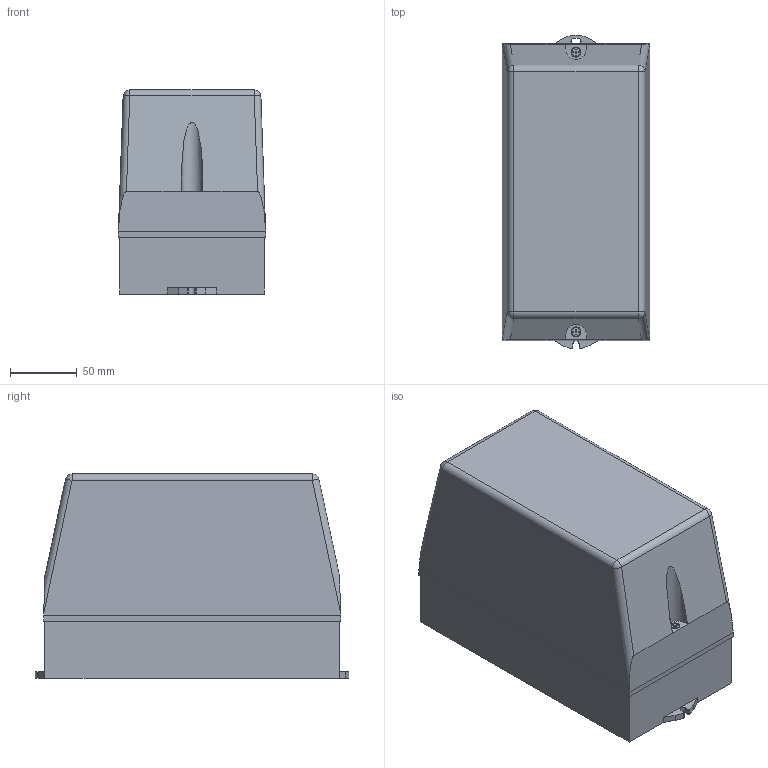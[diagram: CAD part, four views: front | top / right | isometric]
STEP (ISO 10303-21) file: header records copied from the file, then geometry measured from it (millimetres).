
FILE_DESCRIPTION((''),'2;1');
FILE_NAME('3d_M2N.stp','2012-10-03T11:10:12',(''),(''),'Mechanical Desktop 2011','Mechanical Desktop 2011',', , ');
FILE_SCHEMA(('CONFIG_CONTROL_DESIGN'));
Length unit declared in the file: millimetre
Products named in the file (1): Product
Bounding box: 110 x 234.36 x 152.5 mm (x, y, z)
Volume: 3449859.6 mm3; surface area: 141363.3 mm2
Topology: 1 solids, 1 shells, 115 faces, 296 edges, 190 vertices
Faces by surface type: plane 83, cylinder 28, sphere 4
Entity records: 3553 total; most frequent: CARTESIAN_POINT 602, ORIENTED_EDGE 592, DIRECTION 588, EDGE_CURVE 296, VECTOR 236, LINE 236, VERTEX_POINT 190, AXIS2_PLACEMENT_3D 176
